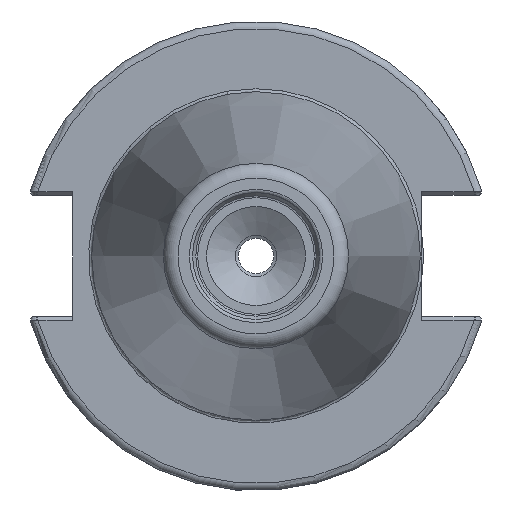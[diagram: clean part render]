
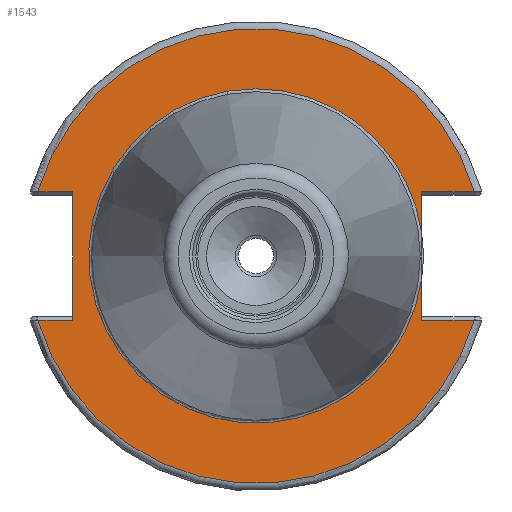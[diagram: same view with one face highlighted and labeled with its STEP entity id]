
A CAD part, left-side view. The second image highlights one B-rep face of the part: STEP entity #1543.
In plain terms, the highlighted planar face has unit normal (-1, 0, 0).
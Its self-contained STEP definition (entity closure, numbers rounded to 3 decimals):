
#107=PLANE('',#1677);
#151=LINE('',#2307,#252);
#158=LINE('',#2429,#259);
#159=LINE('',#2433,#260);
#160=LINE('',#2435,#261);
#161=LINE('',#2437,#262);
#162=LINE('',#2441,#263);
#163=LINE('',#2443,#264);
#252=VECTOR('',#1893,10.);
#259=VECTOR('',#1904,10.);
#260=VECTOR('',#1907,10.);
#261=VECTOR('',#1908,10.);
#262=VECTOR('',#1909,10.);
#263=VECTOR('',#1912,10.);
#264=VECTOR('',#1913,10.);
#368=FACE_OUTER_BOUND('',#458,.T.);
#458=EDGE_LOOP('',(#1116,#1117,#1118,#1119,#1120,#1121,#1122,#1123,#1124,
#1125,#1126));
#561=CIRCLE('',#1678,30.775);
#562=CIRCLE('',#1679,30.775);
#563=CIRCLE('',#1680,22.625);
#564=CIRCLE('',#1681,22.625);
#653=VERTEX_POINT('',#2304);
#654=VERTEX_POINT('',#2306);
#662=VERTEX_POINT('',#2428);
#663=VERTEX_POINT('',#2430);
#664=VERTEX_POINT('',#2432);
#665=VERTEX_POINT('',#2434);
#666=VERTEX_POINT('',#2436);
#667=VERTEX_POINT('',#2438);
#668=VERTEX_POINT('',#2440);
#669=VERTEX_POINT('',#2442);
#670=VERTEX_POINT('',#2444);
#824=EDGE_CURVE('',#653,#654,#151,.T.);
#836=EDGE_CURVE('',#662,#654,#158,.T.);
#837=EDGE_CURVE('',#663,#653,#561,.T.);
#838=EDGE_CURVE('',#664,#663,#159,.T.);
#839=EDGE_CURVE('',#664,#665,#160,.T.);
#840=EDGE_CURVE('',#666,#665,#161,.T.);
#841=EDGE_CURVE('',#667,#666,#562,.T.);
#842=EDGE_CURVE('',#668,#667,#162,.T.);
#843=EDGE_CURVE('',#668,#669,#163,.T.);
#844=EDGE_CURVE('',#669,#670,#563,.T.);
#845=EDGE_CURVE('',#670,#662,#564,.T.);
#1116=ORIENTED_EDGE('',*,*,#836,.T.);
#1117=ORIENTED_EDGE('',*,*,#824,.F.);
#1118=ORIENTED_EDGE('',*,*,#837,.F.);
#1119=ORIENTED_EDGE('',*,*,#838,.F.);
#1120=ORIENTED_EDGE('',*,*,#839,.T.);
#1121=ORIENTED_EDGE('',*,*,#840,.F.);
#1122=ORIENTED_EDGE('',*,*,#841,.F.);
#1123=ORIENTED_EDGE('',*,*,#842,.F.);
#1124=ORIENTED_EDGE('',*,*,#843,.T.);
#1125=ORIENTED_EDGE('',*,*,#844,.T.);
#1126=ORIENTED_EDGE('',*,*,#845,.T.);
#1543=ADVANCED_FACE('',(#368),#107,.T.);
#1677=AXIS2_PLACEMENT_3D('',#2427,#1902,#1903);
#1678=AXIS2_PLACEMENT_3D('',#2431,#1905,#1906);
#1679=AXIS2_PLACEMENT_3D('',#2439,#1910,#1911);
#1680=AXIS2_PLACEMENT_3D('',#2445,#1914,#1915);
#1681=AXIS2_PLACEMENT_3D('',#2446,#1916,#1917);
#1893=DIRECTION('',(0.,1.,0.));
#1902=DIRECTION('center_axis',(-1.,0.,0.));
#1903=DIRECTION('ref_axis',(0.,0.,1.));
#1904=DIRECTION('',(0.,0.,1.));
#1905=DIRECTION('center_axis',(1.,0.,0.));
#1906=DIRECTION('ref_axis',(0.,0.,-1.));
#1907=DIRECTION('',(0.,1.,0.));
#1908=DIRECTION('',(0.,0.,-1.));
#1909=DIRECTION('',(0.,-1.,0.));
#1910=DIRECTION('center_axis',(1.,0.,0.));
#1911=DIRECTION('ref_axis',(0.,0.,-1.));
#1912=DIRECTION('',(0.,-1.,0.));
#1913=DIRECTION('',(0.,0.,1.));
#1914=DIRECTION('center_axis',(1.,0.,0.));
#1915=DIRECTION('ref_axis',(0.,0.,-1.));
#1916=DIRECTION('center_axis',(1.,0.,0.));
#1917=DIRECTION('ref_axis',(0.,0.,-1.));
#2304=CARTESIAN_POINT('',(1.,-29.523,8.69));
#2306=CARTESIAN_POINT('',(1.,-22.41,8.69));
#2307=CARTESIAN_POINT('',(1.,4.182,8.69));
#2427=CARTESIAN_POINT('Origin',(1.,30.775,0.));
#2428=CARTESIAN_POINT('',(1.,-22.41,3.112));
#2429=CARTESIAN_POINT('',(1.,-22.41,-4.095));
#2430=CARTESIAN_POINT('',(1.,29.523,8.69));
#2431=CARTESIAN_POINT('Origin',(1.,0.,0.));
#2432=CARTESIAN_POINT('',(1.,24.8,8.69));
#2433=CARTESIAN_POINT('',(1.,38.399,8.69));
#2434=CARTESIAN_POINT('',(1.,24.8,-8.69));
#2435=CARTESIAN_POINT('',(1.,24.8,4.095));
#2436=CARTESIAN_POINT('',(1.,29.523,-8.69));
#2437=CARTESIAN_POINT('',(1.,27.788,-8.69));
#2438=CARTESIAN_POINT('',(1.,-29.523,-8.69));
#2439=CARTESIAN_POINT('Origin',(1.,0.,0.));
#2440=CARTESIAN_POINT('',(1.,-22.41,-8.69));
#2441=CARTESIAN_POINT('',(1.,-6.591,-8.69));
#2442=CARTESIAN_POINT('',(1.,-22.41,-3.112));
#2443=CARTESIAN_POINT('',(1.,-22.41,-4.095));
#2444=CARTESIAN_POINT('',(1.,0.,22.625));
#2445=CARTESIAN_POINT('Origin',(1.,0.,0.));
#2446=CARTESIAN_POINT('Origin',(1.,0.,0.));
